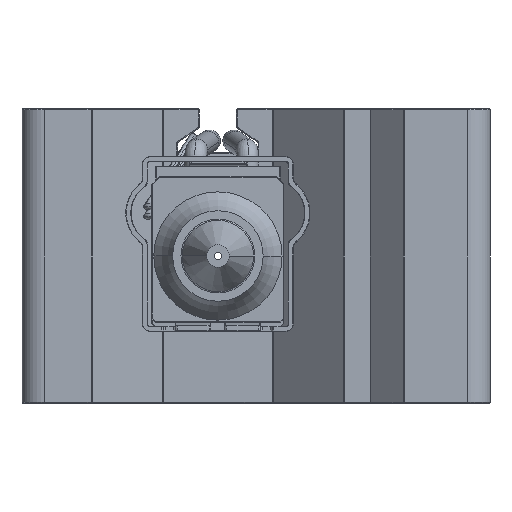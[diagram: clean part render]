
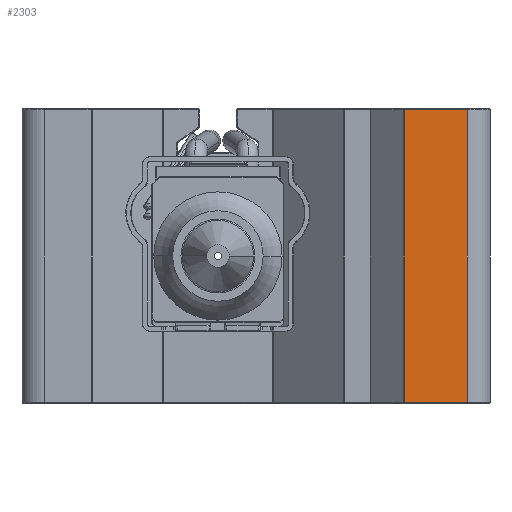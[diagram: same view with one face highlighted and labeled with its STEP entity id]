
A CAD part, front view. The second image highlights one B-rep face of the part: STEP entity #2303.
In plain terms, the highlighted planar face has unit normal (0, -1, 0).
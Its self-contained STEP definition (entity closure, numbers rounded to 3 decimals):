
#2303 = ADVANCED_FACE ( 'NONE', ( #26367 ), #17228, .F. ) ;
#2576 = CARTESIAN_POINT ( 'NONE',  ( 9.884, -10.91, 7.8 ) ) ;
#2610 = ORIENTED_EDGE ( 'NONE', *, *, #37072, .T. ) ;
#3024 = CARTESIAN_POINT ( 'NONE',  ( 9.884, -10.91, -7.75 ) ) ;
#3920 = DIRECTION ( 'NONE',  ( -1., 0., 0. ) ) ;
#4017 = DIRECTION ( 'NONE',  ( 0., 1., 0. ) ) ;
#4067 = VERTEX_POINT ( 'NONE', #24074 ) ;
#4280 = EDGE_CURVE ( 'NONE', #36384, #26502, #10203, .T. ) ;
#7865 = DIRECTION ( 'NONE',  ( -1., 0., 0. ) ) ;
#7940 = CARTESIAN_POINT ( 'NONE',  ( 13.225, -10.91, 7.8 ) ) ;
#10203 = LINE ( 'NONE', #34768, #18527 ) ;
#10778 = LINE ( 'NONE', #7940, #29792 ) ;
#11498 = ORIENTED_EDGE ( 'NONE', *, *, #19405, .T. ) ;
#11772 = CARTESIAN_POINT ( 'NONE',  ( 13.225, -10.91, 7.75 ) ) ;
#11916 = ORIENTED_EDGE ( 'NONE', *, *, #12968, .T. ) ;
#12968 = EDGE_CURVE ( 'NONE', #4067, #36384, #10778, .T. ) ;
#15710 = EDGE_LOOP ( 'NONE', ( #11916, #31827, #2610, #11498 ) ) ;
#17228 = PLANE ( 'NONE',  #17906 ) ;
#17906 = AXIS2_PLACEMENT_3D ( 'NONE', #38734, #4017, #7865 ) ;
#18026 = LINE ( 'NONE', #2576, #38828 ) ;
#18226 = DIRECTION ( 'NONE',  ( 0., 0., -1. ) ) ;
#18527 = VECTOR ( 'NONE', #3920, 1000. ) ;
#19247 = DIRECTION ( 'NONE',  ( 1., 0., 0. ) ) ;
#19405 = EDGE_CURVE ( 'NONE', #36541, #4067, #26157, .T. ) ;
#22897 = CARTESIAN_POINT ( 'NONE',  ( 13.225, -10.91, -7.75 ) ) ;
#24074 = CARTESIAN_POINT ( 'NONE',  ( 13.225, -10.91, -7.75 ) ) ;
#26157 = LINE ( 'NONE', #22897, #26478 ) ;
#26367 = FACE_OUTER_BOUND ( 'NONE', #15710, .T. ) ;
#26478 = VECTOR ( 'NONE', #19247, 1000. ) ;
#26502 = VERTEX_POINT ( 'NONE', #27532 ) ;
#27532 = CARTESIAN_POINT ( 'NONE',  ( 9.884, -10.91, 7.75 ) ) ;
#29792 = VECTOR ( 'NONE', #36147, 1000. ) ;
#31827 = ORIENTED_EDGE ( 'NONE', *, *, #4280, .T. ) ;
#34768 = CARTESIAN_POINT ( 'NONE',  ( 9.844, -10.91, 7.75 ) ) ;
#36147 = DIRECTION ( 'NONE',  ( 0., 0., 1. ) ) ;
#36384 = VERTEX_POINT ( 'NONE', #11772 ) ;
#36541 = VERTEX_POINT ( 'NONE', #3024 ) ;
#37072 = EDGE_CURVE ( 'NONE', #26502, #36541, #18026, .T. ) ;
#38734 = CARTESIAN_POINT ( 'NONE',  ( 9.844, -10.91, 7.8 ) ) ;
#38828 = VECTOR ( 'NONE', #18226, 1000. ) ;
